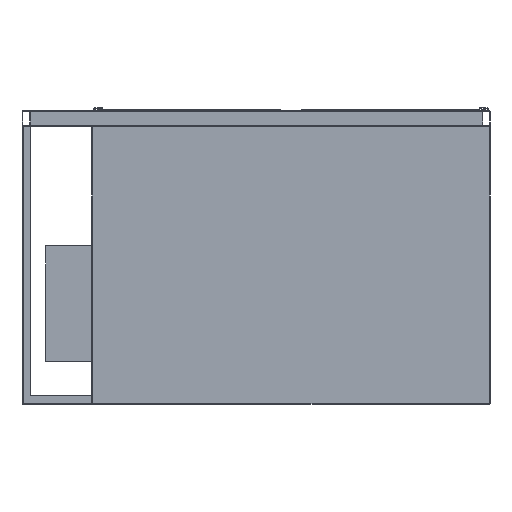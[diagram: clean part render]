
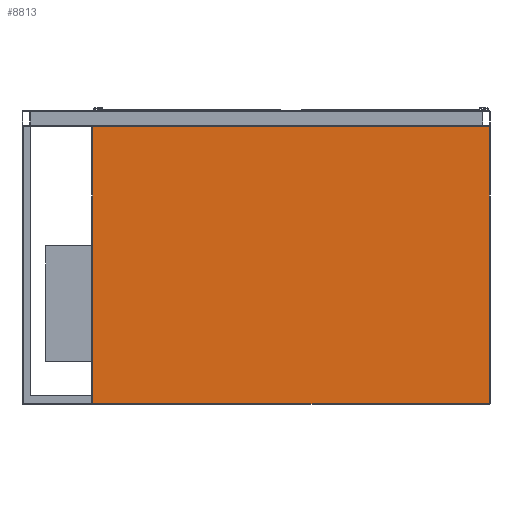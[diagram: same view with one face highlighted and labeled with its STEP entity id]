
A CAD part, front view. The second image highlights one B-rep face of the part: STEP entity #8813.
In plain terms, the highlighted planar face has unit normal (0, -1, 0).
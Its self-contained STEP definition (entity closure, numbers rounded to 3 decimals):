
#321 = EDGE_CURVE ( 'NONE', #12575, #7019, #17688, .T. ) ;
#1195 = CARTESIAN_POINT ( 'NONE',  ( -515., -380., -760. ) ) ;
#2193 = VECTOR ( 'NONE', #15972, 1000. ) ;
#2240 = CARTESIAN_POINT ( 'NONE',  ( -513., -380., -758. ) ) ;
#2629 = VECTOR ( 'NONE', #5949, 1000. ) ;
#3102 = VERTEX_POINT ( 'NONE', #13929 ) ;
#3314 = EDGE_LOOP ( 'NONE', ( #6170, #4120, #16366, #10842 ) ) ;
#4120 = ORIENTED_EDGE ( 'NONE', *, *, #321, .T. ) ;
#4145 = VERTEX_POINT ( 'NONE', #7147 ) ;
#4698 = CARTESIAN_POINT ( 'NONE',  ( -515., -380., -758. ) ) ;
#5949 = DIRECTION ( 'NONE',  ( 0., 0., -1. ) ) ;
#6170 = ORIENTED_EDGE ( 'NONE', *, *, #10788, .T. ) ;
#7019 = VERTEX_POINT ( 'NONE', #2240 ) ;
#7106 = DIRECTION ( 'NONE',  ( 0., 0., -1. ) ) ;
#7147 = CARTESIAN_POINT ( 'NONE',  ( 513., -380., -42. ) ) ;
#7402 = DIRECTION ( 'NONE',  ( 0., -1., 0. ) ) ;
#7740 = LINE ( 'NONE', #10705, #13833 ) ;
#8740 = EDGE_CURVE ( 'NONE', #3102, #4145, #18931, .T. ) ;
#8813 = ADVANCED_FACE ( 'Fl�che8', ( #16560 ), #14692, .T. ) ;
#9312 = DIRECTION ( 'NONE',  ( -1., 0., 0. ) ) ;
#10705 = CARTESIAN_POINT ( 'NONE',  ( -515., -380., -42. ) ) ;
#10788 = EDGE_CURVE ( 'NONE', #4145, #12575, #7740, .T. ) ;
#10842 = ORIENTED_EDGE ( 'NONE', *, *, #8740, .T. ) ;
#10897 = LINE ( 'NONE', #4698, #18932 ) ;
#11466 = CARTESIAN_POINT ( 'NONE',  ( -513., -380., -42. ) ) ;
#12575 = VERTEX_POINT ( 'NONE', #11466 ) ;
#13150 = CARTESIAN_POINT ( 'NONE',  ( -513., -380., -760. ) ) ;
#13195 = AXIS2_PLACEMENT_3D ( 'NONE', #1195, #7402, #7106 ) ;
#13833 = VECTOR ( 'NONE', #9312, 1000. ) ;
#13929 = CARTESIAN_POINT ( 'NONE',  ( 513., -380., -758. ) ) ;
#14692 = PLANE ( 'NONE',  #13195 ) ;
#15972 = DIRECTION ( 'NONE',  ( 0., 0., 1. ) ) ;
#16366 = ORIENTED_EDGE ( 'NONE', *, *, #17867, .T. ) ;
#16560 = FACE_OUTER_BOUND ( 'NONE', #3314, .T. ) ;
#17160 = CARTESIAN_POINT ( 'NONE',  ( 513., -380., -760. ) ) ;
#17688 = LINE ( 'NONE', #13150, #2629 ) ;
#17867 = EDGE_CURVE ( 'NONE', #7019, #3102, #10897, .T. ) ;
#18294 = DIRECTION ( 'NONE',  ( 1., 0., 0. ) ) ;
#18931 = LINE ( 'NONE', #17160, #2193 ) ;
#18932 = VECTOR ( 'NONE', #18294, 1000. ) ;
